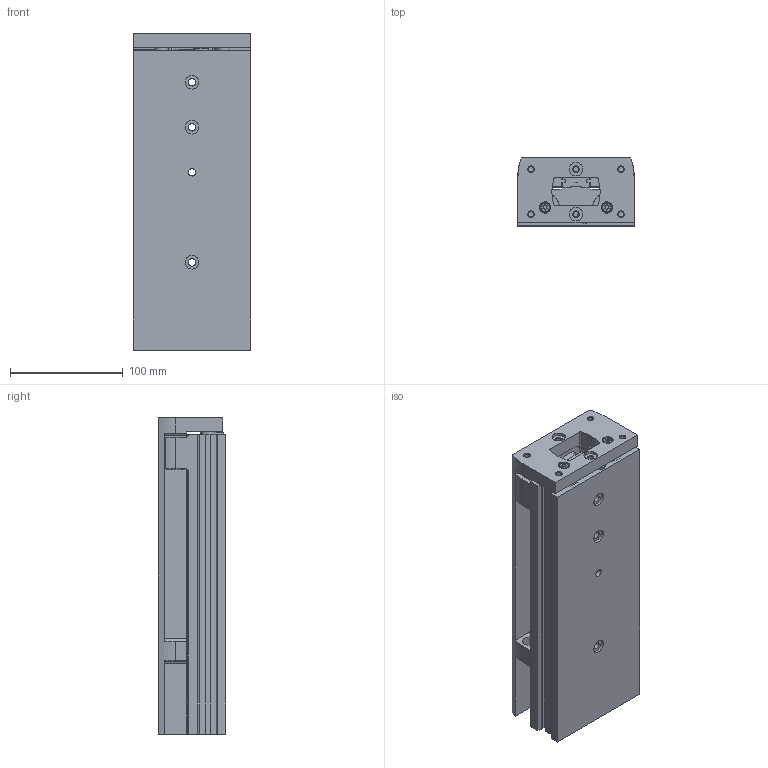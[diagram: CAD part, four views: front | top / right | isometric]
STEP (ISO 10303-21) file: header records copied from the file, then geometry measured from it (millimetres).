
FILE_DESCRIPTION(/* description */ ('STEP AP214'),/* implementation_level */ '2;1');
FILE_NAME(/* name */ '8078880_DGST-25-150-E1A',/* time_stamp */ '2024-08-16T07:22:51+02:00',/* author */ ('License CC BY-ND 4.0'),/* organization */ ('CADENAS'),/* preprocessor_version */ 'ST-DEVELOPER v19.3',/* originating_system */ 'PARTsolutions',/* authorisation */ ' ');
FILE_SCHEMA (('AUTOMOTIVE_DESIGN {1 0 10303 214 3 1 1}'));
Length unit declared in the file: millimetre
Products named in the file (3): 8078880 DGST-25-150-E1A---(0-high); 8073897 DGST-25-150---E1---(mechanical-high)h; 8073897 DGST-25-150---(mechanical-high)s
Assembly tree (2 placements, depth 2):
  8078880 DGST-25-150-E1A---(0-high)
    8073897 DGST-25-150---E1---(mechanical-high)h
    8073897 DGST-25-150---(mechanical-high)s
Bounding box: 104 x 60 x 281 mm (x, y, z)
Volume: 1331866.5 mm3; surface area: 244170.8 mm2
Topology: 2 solids, 2 shells, 787 faces, 1942 edges, 1279 vertices
Faces by surface type: cylinder 440, plane 294, cone 29, torus 24
Full cylindrical faces by diameter (mm): 4.917 x14, 5.5 x16, 5.6 x4, 6.5 x16, 6.647 x4, 6.98 x1, 8.5 x2, 8.566 x2, 9 x1, 10 x11, 11 x13, 12 x7, 12.1 x2, 12.917 x2, 13 x1, 16 x2, 25 x6
Entity records: 24908 total; most frequent: DIRECTION 4294, CARTESIAN_POINT 3850, ORIENTED_EDGE 3552, EDGE_CURVE 1776, AXIS2_PLACEMENT_3D 1732, VERTEX_POINT 1270, EDGE_LOOP 1088, FACE_BOUND 1088
